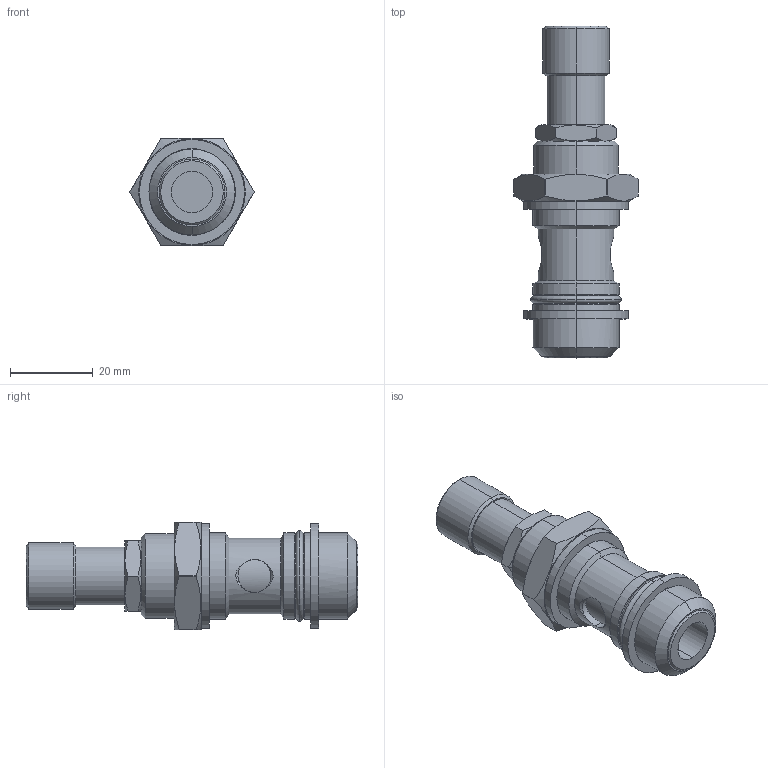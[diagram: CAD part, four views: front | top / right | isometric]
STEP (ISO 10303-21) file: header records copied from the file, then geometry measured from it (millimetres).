
FILE_DESCRIPTION (( 'STEP AP203' ), '1' );
FILE_NAME ('04060B04.STEP', '2010-04-27T12:42:44', ( '' ), ( 'sopra-pneumatic' ), 'SwSTEP 2.0', 'SolidWorks 2009', '' );
FILE_SCHEMA (( 'CONFIG_CONTROL_DESIGN' ));
Length unit declared in the file: millimetre
Products named in the file (1): 04060B04
Bounding box: 30 x 80.26 x 26 mm (x, y, z)
Volume: 22009.3 mm3; surface area: 8087.5 mm2
Topology: 2 solids, 2 shells, 112 faces, 262 edges, 162 vertices
Faces by surface type: cylinder 38, plane 34, cone 32, torus 8
Entity records: 3741 total; most frequent: CARTESIAN_POINT 1099, DIRECTION 550, ORIENTED_EDGE 524, EDGE_CURVE 262, AXIS2_PLACEMENT_3D 225, VERTEX_POINT 162, EDGE_LOOP 128, CIRCLE 112
